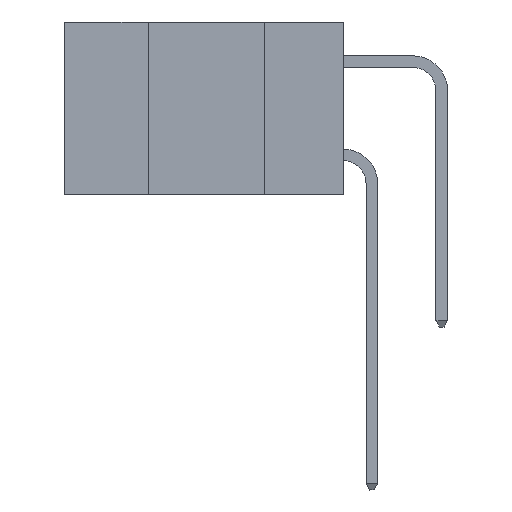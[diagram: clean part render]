
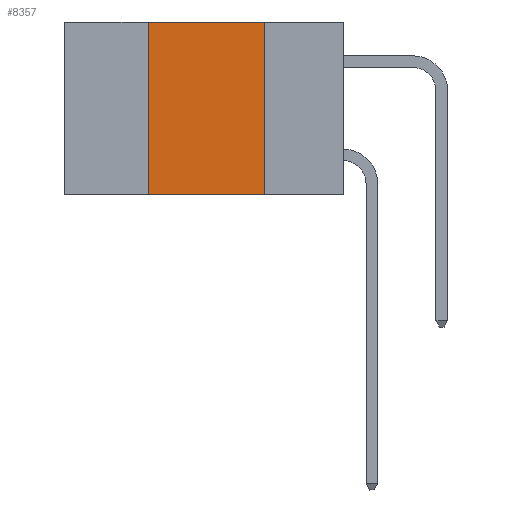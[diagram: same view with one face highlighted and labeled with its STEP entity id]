
A CAD part, left-side view. The second image highlights one B-rep face of the part: STEP entity #8357.
In plain terms, the highlighted planar face has unit normal (-1, 0, 0).
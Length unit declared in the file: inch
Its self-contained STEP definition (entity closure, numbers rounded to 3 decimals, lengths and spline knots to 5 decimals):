
#183 = CARTESIAN_POINT ( 'NONE',  ( 0., 0.17, 0. ) ) ;
#2406 = LINE ( 'NONE', #4058, #16531 ) ;
#3715 = CARTESIAN_POINT ( 'NONE',  ( 0., 0.17, -0.37 ) ) ;
#4058 = CARTESIAN_POINT ( 'NONE',  ( 0., 0.42, -0.37 ) ) ;
#4164 = VERTEX_POINT ( 'NONE', #183 ) ;
#4746 = DIRECTION ( 'NONE',  ( 1., 0., 0. ) ) ;
#5726 = CARTESIAN_POINT ( 'NONE',  ( 0., 0.6, 0. ) ) ;
#5844 = PLANE ( 'NONE',  #19588 ) ;
#6016 = EDGE_CURVE ( 'NONE', #9734, #24463, #18881, .T. ) ;
#7088 = LINE ( 'NONE', #3715, #12157 ) ;
#8275 = ORIENTED_EDGE ( 'NONE', *, *, #14129, .F. ) ;
#8357 = ADVANCED_FACE ( 'NONE', ( #10403 ), #5844, .F. ) ;
#8422 = CARTESIAN_POINT ( 'NONE',  ( 0., 0.17, -0.37 ) ) ;
#8678 = VECTOR ( 'NONE', #23365, 39.37008 ) ;
#8802 = CARTESIAN_POINT ( 'NONE',  ( 0., 0.42, -0.37 ) ) ;
#8881 = DIRECTION ( 'NONE',  ( 0., -1., 0. ) ) ;
#9057 = VERTEX_POINT ( 'NONE', #15486 ) ;
#9450 = ORIENTED_EDGE ( 'NONE', *, *, #14607, .F. ) ;
#9734 = VERTEX_POINT ( 'NONE', #8802 ) ;
#10403 = FACE_OUTER_BOUND ( 'NONE', #19113, .T. ) ;
#11517 = VECTOR ( 'NONE', #8881, 39.37008 ) ;
#12157 = VECTOR ( 'NONE', #15249, 39.37008 ) ;
#14129 = EDGE_CURVE ( 'NONE', #4164, #24463, #7088, .T. ) ;
#14607 = EDGE_CURVE ( 'NONE', #9057, #4164, #16606, .T. ) ;
#15249 = DIRECTION ( 'NONE',  ( 0., 0., -1. ) ) ;
#15486 = CARTESIAN_POINT ( 'NONE',  ( 0., 0.42, 0. ) ) ;
#16382 = ORIENTED_EDGE ( 'NONE', *, *, #6016, .T. ) ;
#16531 = VECTOR ( 'NONE', #19385, 39.37008 ) ;
#16606 = LINE ( 'NONE', #18451, #11517 ) ;
#17372 = EDGE_CURVE ( 'NONE', #9734, #9057, #2406, .T. ) ;
#17662 = DIRECTION ( 'NONE',  ( 0., 0., -1. ) ) ;
#18451 = CARTESIAN_POINT ( 'NONE',  ( 0., 0.6, 0. ) ) ;
#18881 = LINE ( 'NONE', #23232, #8678 ) ;
#19113 = EDGE_LOOP ( 'NONE', ( #8275, #9450, #24704, #16382 ) ) ;
#19385 = DIRECTION ( 'NONE',  ( 0., 0., 1. ) ) ;
#19588 = AXIS2_PLACEMENT_3D ( 'NONE', #5726, #4746, #17662 ) ;
#23232 = CARTESIAN_POINT ( 'NONE',  ( 0., 0.6, -0.37 ) ) ;
#23365 = DIRECTION ( 'NONE',  ( 0., -1., 0. ) ) ;
#24463 = VERTEX_POINT ( 'NONE', #8422 ) ;
#24704 = ORIENTED_EDGE ( 'NONE', *, *, #17372, .F. ) ;
